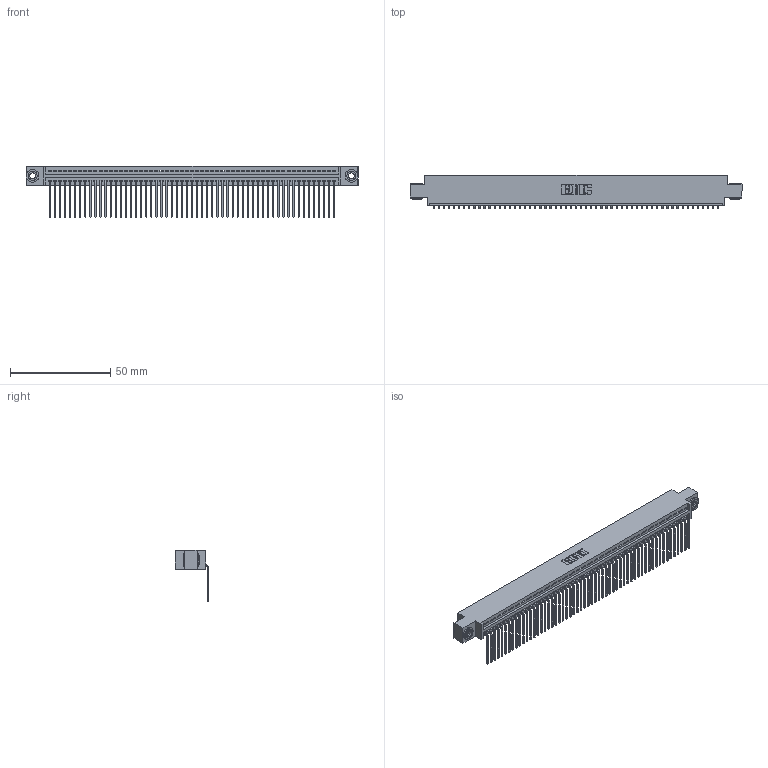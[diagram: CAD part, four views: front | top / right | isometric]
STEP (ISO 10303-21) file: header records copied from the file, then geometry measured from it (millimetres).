
FILE_DESCRIPTION (( 'STEP AP203' ), '1' );
FILE_NAME ('395-057-559-603.STEP', '2019-10-24T03:24:29', ( '' ), ( '' ), 'SwSTEP 2.0', 'SolidWorks 2016', '' );
FILE_SCHEMA (( 'CONFIG_CONTROL_DESIGN' ));
Length unit declared in the file: inch
Products named in the file (4): 345-250-002_345-250-002-102; 345-292-001_558 559 Tail - 1; 395-057-559-603; 345 Part_0.170 Offset - 0.156 Dia-TH
Assembly tree (60 placements, depth 2):
  395-057-559-603
    345 Part_0.170 Offset - 0.156 Dia-TH
    345-292-001_558 559 Tail - 1  x57
    345-250-002_345-250-002-102  x2
Bounding box: 165.99 x 16.75 x 25.53 mm (x, y, z)
Volume: 15984.6 mm3; surface area: 22902.9 mm2
Topology: 60 solids, 60 shells, 3588 faces, 10803 edges, 7122 vertices
Faces by surface type: plane 2488, cylinder 1092, cone 8
Entity records: 41746 total; most frequent: CARTESIAN_POINT 7210, ORIENTED_EDGE 7194, DIRECTION 6305, EDGE_CURVE 3597, VECTOR 3213, LINE 3213, VERTEX_POINT 2394, AXIS2_PLACEMENT_3D 1546
